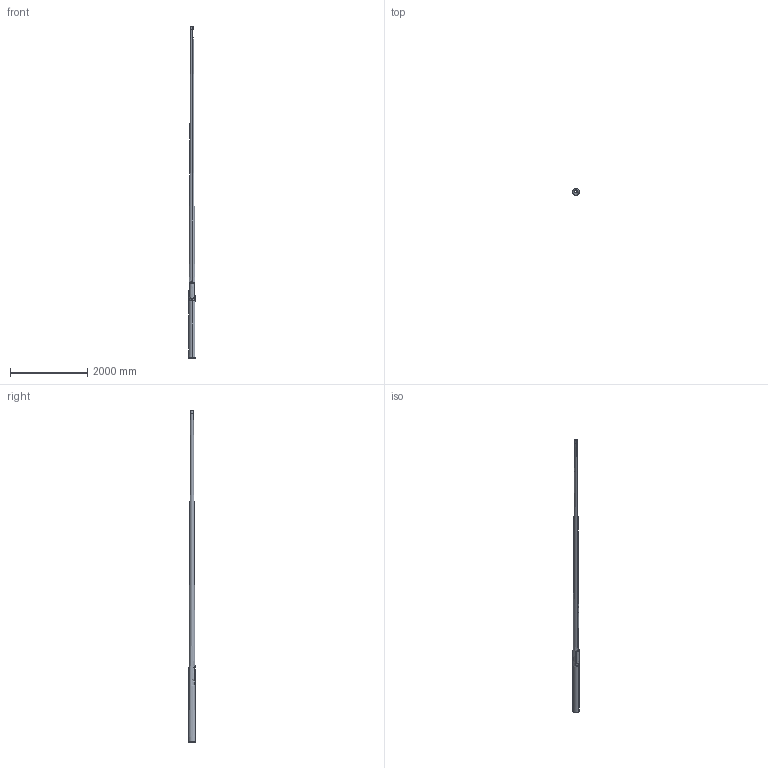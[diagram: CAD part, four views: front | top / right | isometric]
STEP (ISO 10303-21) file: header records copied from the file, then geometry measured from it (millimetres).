
FILE_DESCRIPTION (( 'STEP AP214' ), '1' );
FILE_NAME ('100060KXXX B208SK-S4 4608204 SUORAKARTIOPYLVÄS_3D.step', '2022-05-29T19:24:06', ( '' ), ( '' ), 'SwSTEP 2.0', 'SolidWorks 2021', '' );
FILE_SCHEMA (( 'AUTOMOTIVE_DESIGN' ));
Length unit declared in the file: millimetre
Products named in the file (6): KYTKENTÄAUKON LUUKKU_76-179-4-8600; KYTKENTÄAUKON LATTARAUTA_LATTA 4X20X120; KARTIOAIHIO_76-179-4-8600 EI LR; PIDÄTINRUUVI DIN 914 - M10_DIN 914 - M10 x 20-N; socket head cap screw_din_DIN 912 M6 x 16 --- 16N; 100060KXXX B208SK-S4 4608204 SUORAKARTIOPYLVÄS_3D
Assembly tree (9 placements, depth 2):
  100060KXXX B208SK-S4 4608204 SUORAKARTIOPYLVÄS_3D
    KARTIOAIHIO_76-179-4-8600 EI LR
    PIDÄTINRUUVI DIN 914 - M10_DIN 914 - M10 x 20-N
    socket head cap screw_din_DIN 912 M6 x 16 --- 16N  x4
    KYTKENTÄAUKON LATTARAUTA_LATTA 4X20X120  x2
    KYTKENTÄAUKON LUUKKU_76-179-4-8600
Bounding box: 179 x 179 x 8600 mm (x, y, z)
Volume: 13263275.6 mm3; surface area: 6725318.2 mm2
Topology: 10 solids, 10 shells, 193 faces, 456 edges, 276 vertices
Faces by surface type: plane 91, cylinder 42, cone 34, torus 16, bspline 10
Entity records: 4753 total; most frequent: CARTESIAN_POINT 2029, ORIENTED_EDGE 524, DIRECTION 460, EDGE_CURVE 262, AXIS2_PLACEMENT_3D 172, VERTEX_POINT 165, LINE 116, VECTOR 116
